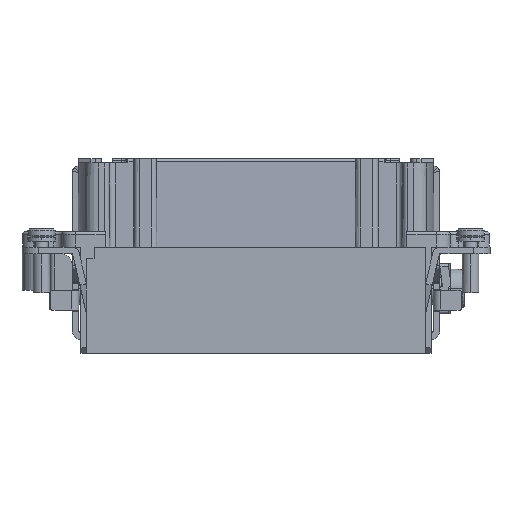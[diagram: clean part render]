
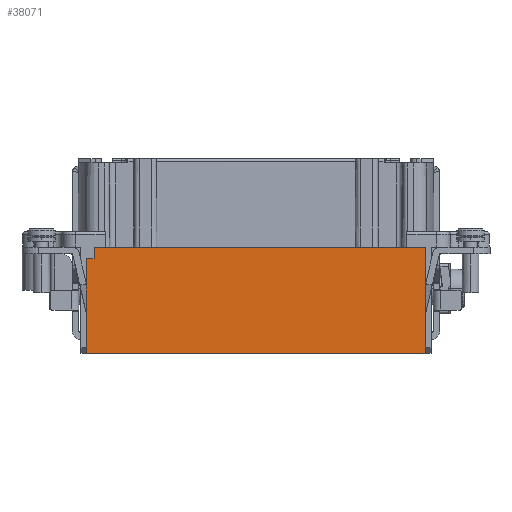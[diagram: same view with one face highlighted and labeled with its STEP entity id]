
A CAD part, left-side view. The second image highlights one B-rep face of the part: STEP entity #38071.
In plain terms, the highlighted planar face has unit normal (-1, 0, 0).
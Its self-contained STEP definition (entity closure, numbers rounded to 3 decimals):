
#101=DIRECTION('',(0.,-1.,0.));
#102=VECTOR('',#101,59.887);
#103=CARTESIAN_POINT('',(-16.95,29.237,-2.7));
#104=LINE('',#103,#102);
#2468=DIRECTION('',(0.,1.,0.));
#2469=VECTOR('',#2468,0.01);
#2470=CARTESIAN_POINT('',(-16.95,29.237,-4.7));
#2471=LINE('',#2470,#2469);
#2472=DIRECTION('',(0.,0.,1.));
#2473=VECTOR('',#2472,2.);
#2474=CARTESIAN_POINT('',(-16.95,29.237,-4.7));
#2475=LINE('',#2474,#2473);
#2476=DIRECTION('',(0.,-0.005,1.));
#2477=VECTOR('',#2476,0.1);
#2478=CARTESIAN_POINT('',(-16.95,29.248,-4.8));
#2479=LINE('',#2478,#2477);
#2484=DIRECTION('',(0.,0.,1.));
#2485=VECTOR('',#2484,19.2);
#2486=CARTESIAN_POINT('',(-16.95,-30.65,-21.9));
#2487=LINE('',#2486,#2485);
#6032=DIRECTION('',(0.,1.,0.));
#6033=VECTOR('',#6032,1.402);
#6034=CARTESIAN_POINT('',(-16.95,29.248,-4.8));
#6035=LINE('',#6034,#6033);
#6224=DIRECTION('',(0.,1.,0.));
#6225=VECTOR('',#6224,61.3);
#6226=CARTESIAN_POINT('',(-16.95,-30.65,-21.9));
#6227=LINE('',#6226,#6225);
#8664=DIRECTION('',(0.,0.,-1.));
#8665=VECTOR('',#8664,17.1);
#8666=CARTESIAN_POINT('',(-16.95,30.65,-4.8));
#8667=LINE('',#8666,#8665);
#31603=CARTESIAN_POINT('',(-16.95,-30.65,-21.9));
#31604=CARTESIAN_POINT('',(-16.95,30.65,-21.9));
#31605=VERTEX_POINT('',#31603);
#31606=VERTEX_POINT('',#31604);
#31665=CARTESIAN_POINT('',(-16.95,29.248,-4.8));
#31666=VERTEX_POINT('',#31665);
#31973=CARTESIAN_POINT('',(-16.95,29.247,-4.7));
#31974=VERTEX_POINT('',#31973);
#31979=CARTESIAN_POINT('',(-16.95,30.65,-4.8));
#31980=VERTEX_POINT('',#31979);
#31983=CARTESIAN_POINT('',(-16.95,29.237,-2.7));
#31984=CARTESIAN_POINT('',(-16.95,-30.65,-2.7));
#31985=VERTEX_POINT('',#31983);
#31986=VERTEX_POINT('',#31984);
#31996=CARTESIAN_POINT('',(-16.95,29.237,-4.7));
#31998=VERTEX_POINT('',#31996);
#38051=CARTESIAN_POINT('',(-16.95,27.3,-2.7));
#38052=DIRECTION('',(1.,0.,0.));
#38053=DIRECTION('',(0.,1.,0.));
#38054=AXIS2_PLACEMENT_3D('',#38051,#38052,#38053);
#38055=PLANE('',#38054);
#38056=ORIENTED_EDGE('',*,*,#38044,.F.);
#38057=ORIENTED_EDGE('',*,*,#38033,.T.);
#38058=ORIENTED_EDGE('',*,*,#36749,.T.);
#38060=ORIENTED_EDGE('',*,*,#38059,.F.);
#38062=ORIENTED_EDGE('',*,*,#38061,.T.);
#38064=ORIENTED_EDGE('',*,*,#38063,.F.);
#38066=ORIENTED_EDGE('',*,*,#38065,.F.);
#38068=ORIENTED_EDGE('',*,*,#38067,.T.);
#38069=EDGE_LOOP('',(#38056,#38057,#38058,#38060,#38062,#38064,#38066,#38068));
#38070=FACE_OUTER_BOUND('',#38069,.F.);
#38071=ADVANCED_FACE('',(#38070),#38055,.F.);
#36749=EDGE_CURVE('',#31985,#31986,#104,.T.);
#38033=EDGE_CURVE('',#31998,#31985,#2475,.T.);
#38044=EDGE_CURVE('',#31998,#31974,#2471,.T.);
#38059=EDGE_CURVE('',#31605,#31986,#2487,.T.);
#38061=EDGE_CURVE('',#31605,#31606,#6227,.T.);
#38063=EDGE_CURVE('',#31980,#31606,#8667,.T.);
#38065=EDGE_CURVE('',#31666,#31980,#6035,.T.);
#38067=EDGE_CURVE('',#31666,#31974,#2479,.T.);
